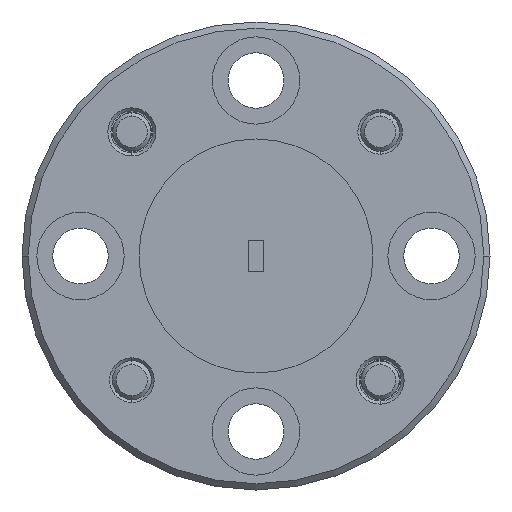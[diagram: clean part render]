
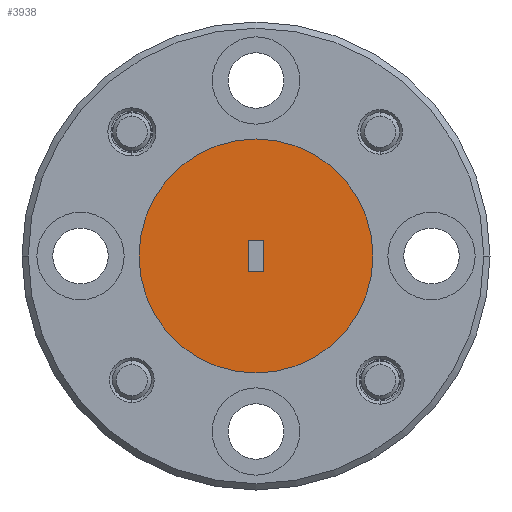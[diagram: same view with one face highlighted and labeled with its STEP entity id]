
A CAD part, left-side view. The second image highlights one B-rep face of the part: STEP entity #3938.
In plain terms, the highlighted planar face has unit normal (-1, 0, 0).
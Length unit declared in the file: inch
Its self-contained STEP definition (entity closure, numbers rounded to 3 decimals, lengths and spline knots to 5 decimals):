
#85 = CARTESIAN_POINT ( 'NONE',  ( -2.13768, -0.30013, 1.05371 ) ) ;
#119 = DIRECTION ( 'NONE',  ( 0., -1., 0. ) ) ;
#161 = DIRECTION ( 'NONE',  ( 0., 1., 0. ) ) ;
#211 = PLANE ( 'NONE',  #386 ) ;
#270 = AXIS2_PLACEMENT_3D ( 'NONE', #4338, #653, #284 ) ;
#284 = DIRECTION ( 'NONE',  ( 0., 1., 0. ) ) ;
#310 = ORIENTED_EDGE ( 'NONE', *, *, #3817, .T. ) ;
#386 = AXIS2_PLACEMENT_3D ( 'NONE', #2800, #2137, #3526 ) ;
#400 = CIRCLE ( 'NONE', #270, 0.1875 ) ;
#563 = ORIENTED_EDGE ( 'NONE', *, *, #942, .T. ) ;
#653 = DIRECTION ( 'NONE',  ( 1., 0., 0. ) ) ;
#786 = CARTESIAN_POINT ( 'NONE',  ( -2.13768, -0.27463, 1.10471 ) ) ;
#822 = VECTOR ( 'NONE', #119, 39.37008 ) ;
#841 = CARTESIAN_POINT ( 'NONE',  ( -2.13768, -0.09988, 1.07921 ) ) ;
#917 = ORIENTED_EDGE ( 'NONE', *, *, #2125, .T. ) ;
#942 = EDGE_CURVE ( 'NONE', #3902, #1946, #1811, .T. ) ;
#976 = EDGE_CURVE ( 'NONE', #3058, #3902, #3854, .T. ) ;
#1059 = AXIS2_PLACEMENT_3D ( 'NONE', #3717, #4075, #161 ) ;
#1299 = CARTESIAN_POINT ( 'NONE',  ( -2.13768, -0.30013, 1.10471 ) ) ;
#1761 = CARTESIAN_POINT ( 'NONE',  ( -2.13768, -0.30013, 1.10471 ) ) ;
#1811 = LINE ( 'NONE', #3140, #3377 ) ;
#1888 = EDGE_CURVE ( 'NONE', #3989, #1979, #2049, .T. ) ;
#1931 = LINE ( 'NONE', #2152, #2950 ) ;
#1945 = CARTESIAN_POINT ( 'NONE',  ( -2.13768, -0.47488, 1.07921 ) ) ;
#1946 = VERTEX_POINT ( 'NONE', #786 ) ;
#1979 = VERTEX_POINT ( 'NONE', #1945 ) ;
#2049 = CIRCLE ( 'NONE', #1059, 0.1875 ) ;
#2125 = EDGE_CURVE ( 'NONE', #3599, #3058, #1931, .T. ) ;
#2137 = DIRECTION ( 'NONE',  ( -1., 0., 0. ) ) ;
#2144 = EDGE_LOOP ( 'NONE', ( #310, #917, #2865, #563 ) ) ;
#2152 = CARTESIAN_POINT ( 'NONE',  ( -2.13768, -0.30013, 1.05371 ) ) ;
#2201 = FACE_BOUND ( 'NONE', #2144, .T. ) ;
#2214 = ORIENTED_EDGE ( 'NONE', *, *, #3313, .F. ) ;
#2800 = CARTESIAN_POINT ( 'NONE',  ( -2.13768, -0.28738, 1.07921 ) ) ;
#2838 = DIRECTION ( 'NONE',  ( 0., 0., 1. ) ) ;
#2865 = ORIENTED_EDGE ( 'NONE', *, *, #976, .T. ) ;
#2888 = EDGE_LOOP ( 'NONE', ( #4009, #2214 ) ) ;
#2950 = VECTOR ( 'NONE', #3248, 39.37008 ) ;
#3058 = VERTEX_POINT ( 'NONE', #85 ) ;
#3088 = CARTESIAN_POINT ( 'NONE',  ( -2.13768, -0.30013, 1.05371 ) ) ;
#3116 = LINE ( 'NONE', #1761, #822 ) ;
#3140 = CARTESIAN_POINT ( 'NONE',  ( -2.13768, -0.27463, 1.05371 ) ) ;
#3180 = FACE_OUTER_BOUND ( 'NONE', #2888, .T. ) ;
#3219 = CARTESIAN_POINT ( 'NONE',  ( -2.13768, -0.27463, 1.05371 ) ) ;
#3248 = DIRECTION ( 'NONE',  ( 0., 0., -1. ) ) ;
#3313 = EDGE_CURVE ( 'NONE', #1979, #3989, #400, .T. ) ;
#3377 = VECTOR ( 'NONE', #2838, 39.37008 ) ;
#3384 = VECTOR ( 'NONE', #4101, 39.37008 ) ;
#3526 = DIRECTION ( 'NONE',  ( 0., -1., 0. ) ) ;
#3599 = VERTEX_POINT ( 'NONE', #1299 ) ;
#3717 = CARTESIAN_POINT ( 'NONE',  ( -2.13768, -0.28738, 1.07921 ) ) ;
#3817 = EDGE_CURVE ( 'NONE', #1946, #3599, #3116, .T. ) ;
#3854 = LINE ( 'NONE', #3088, #3384 ) ;
#3902 = VERTEX_POINT ( 'NONE', #3219 ) ;
#3938 = ADVANCED_FACE ( 'NONE', ( #2201, #3180 ), #211, .T. ) ;
#3989 = VERTEX_POINT ( 'NONE', #841 ) ;
#4009 = ORIENTED_EDGE ( 'NONE', *, *, #1888, .F. ) ;
#4075 = DIRECTION ( 'NONE',  ( 1., 0., 0. ) ) ;
#4101 = DIRECTION ( 'NONE',  ( 0., 1., 0. ) ) ;
#4338 = CARTESIAN_POINT ( 'NONE',  ( -2.13768, -0.28738, 1.07921 ) ) ;
